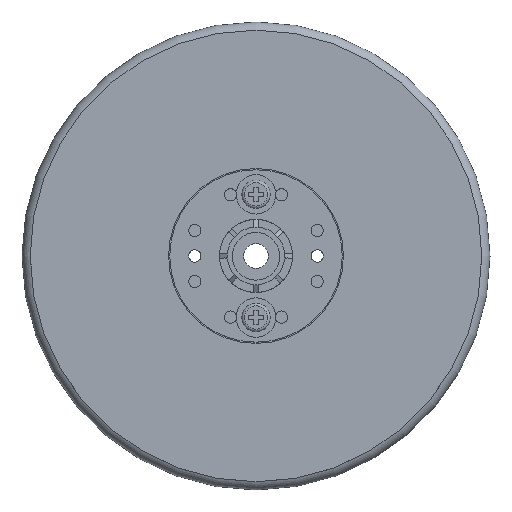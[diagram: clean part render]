
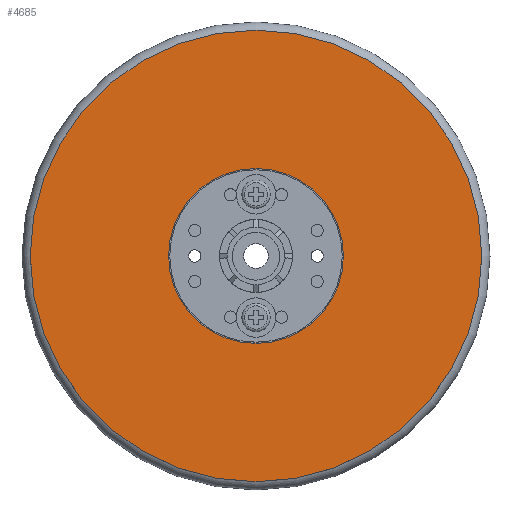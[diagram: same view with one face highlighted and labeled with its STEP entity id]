
A CAD part, top view. The second image highlights one B-rep face of the part: STEP entity #4685.
In plain terms, the highlighted planar face has unit normal (0, 0, 1).
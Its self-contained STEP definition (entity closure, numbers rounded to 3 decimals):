
#4685 = ADVANCED_FACE('',(#4686,#4722),#4699,.F.);
#4686 = FACE_BOUND('',#4687,.T.);
#4687 = EDGE_LOOP('',(#4688));
#4688 = ORIENTED_EDGE('',*,*,#4689,.F.);
#4689 = EDGE_CURVE('',#4690,#4690,#4692,.T.);
#4690 = VERTEX_POINT('',#4691);
#4691 = CARTESIAN_POINT('',(27.5,0.,3.5));
#4692 = SURFACE_CURVE('',#4693,(#4698,#4710),.PCURVE_S1.);
#4693 = CIRCLE('',#4694,27.5);
#4694 = AXIS2_PLACEMENT_3D('',#4695,#4696,#4697);
#4695 = CARTESIAN_POINT('',(0.,0.,3.5));
#4696 = DIRECTION('',(0.,0.,-1.));
#4697 = DIRECTION('',(1.,0.,0.));
#4698 = PCURVE('',#4699,#4704);
#4699 = PLANE('',#4700);
#4700 = AXIS2_PLACEMENT_3D('',#4701,#4702,#4703);
#4701 = CARTESIAN_POINT('',(0.,0.,3.5));
#4702 = DIRECTION('',(0.,0.,-1.));
#4703 = DIRECTION('',(1.,0.,0.));
#4704 = DEFINITIONAL_REPRESENTATION('',(#4705),#4709);
#4705 = CIRCLE('',#4706,27.5);
#4706 = AXIS2_PLACEMENT_2D('',#4707,#4708);
#4707 = CARTESIAN_POINT('',(0.,0.));
#4708 = DIRECTION('',(1.,-0.));
#4709 = ( GEOMETRIC_REPRESENTATION_CONTEXT(2) 
PARAMETRIC_REPRESENTATION_CONTEXT() REPRESENTATION_CONTEXT('2D SPACE',''
  ) );
#4710 = PCURVE('',#4711,#4716);
#4711 = CYLINDRICAL_SURFACE('',#4712,27.5);
#4712 = AXIS2_PLACEMENT_3D('',#4713,#4714,#4715);
#4713 = CARTESIAN_POINT('',(0.,0.,3.5));
#4714 = DIRECTION('',(0.,0.,-1.));
#4715 = DIRECTION('',(1.,0.,0.));
#4716 = DEFINITIONAL_REPRESENTATION('',(#4717),#4721);
#4717 = LINE('',#4718,#4719);
#4718 = CARTESIAN_POINT('',(0.,0.));
#4719 = VECTOR('',#4720,1.);
#4720 = DIRECTION('',(1.,0.));
#4721 = ( GEOMETRIC_REPRESENTATION_CONTEXT(2) 
PARAMETRIC_REPRESENTATION_CONTEXT() REPRESENTATION_CONTEXT('2D SPACE',''
  ) );
#4722 = FACE_BOUND('',#4723,.T.);
#4723 = EDGE_LOOP('',(#4724));
#4724 = ORIENTED_EDGE('',*,*,#4725,.F.);
#4725 = EDGE_CURVE('',#4726,#4726,#4728,.T.);
#4726 = VERTEX_POINT('',#4727);
#4727 = CARTESIAN_POINT('',(-10.65,0.,3.5));
#4728 = SURFACE_CURVE('',#4729,(#4734,#4745),.PCURVE_S1.);
#4729 = CIRCLE('',#4730,10.65);
#4730 = AXIS2_PLACEMENT_3D('',#4731,#4732,#4733);
#4731 = CARTESIAN_POINT('',(0.,0.,3.5));
#4732 = DIRECTION('',(0.,0.,1.));
#4733 = DIRECTION('',(-1.,0.,0.));
#4734 = PCURVE('',#4699,#4735);
#4735 = DEFINITIONAL_REPRESENTATION('',(#4736),#4744);
#4736 = ( BOUNDED_CURVE() B_SPLINE_CURVE(2,(#4737,#4738,#4739,#4740,
#4741,#4742,#4743),.UNSPECIFIED.,.F.,.F.) B_SPLINE_CURVE_WITH_KNOTS((1,2
    ,2,2,2,1),(-2.094,0.,2.094,4.189,
6.283,8.378),.UNSPECIFIED.) CURVE() 
GEOMETRIC_REPRESENTATION_ITEM() RATIONAL_B_SPLINE_CURVE((1.,0.5,1.,0.5,
1.,0.5,1.)) REPRESENTATION_ITEM('') );
#4737 = CARTESIAN_POINT('',(-10.65,0.));
#4738 = CARTESIAN_POINT('',(-10.65,18.446));
#4739 = CARTESIAN_POINT('',(5.325,9.223));
#4740 = CARTESIAN_POINT('',(21.3,0.));
#4741 = CARTESIAN_POINT('',(5.325,-9.223));
#4742 = CARTESIAN_POINT('',(-10.65,-18.446));
#4743 = CARTESIAN_POINT('',(-10.65,0.));
#4744 = ( GEOMETRIC_REPRESENTATION_CONTEXT(2) 
PARAMETRIC_REPRESENTATION_CONTEXT() REPRESENTATION_CONTEXT('2D SPACE',''
  ) );
#4745 = PCURVE('',#4746,#4751);
#4746 = CYLINDRICAL_SURFACE('',#4747,10.65);
#4747 = AXIS2_PLACEMENT_3D('',#4748,#4749,#4750);
#4748 = CARTESIAN_POINT('',(0.,0.,3.5));
#4749 = DIRECTION('',(0.,0.,1.));
#4750 = DIRECTION('',(-1.,0.,0.));
#4751 = DEFINITIONAL_REPRESENTATION('',(#4752),#4756);
#4752 = LINE('',#4753,#4754);
#4753 = CARTESIAN_POINT('',(0.,0.));
#4754 = VECTOR('',#4755,1.);
#4755 = DIRECTION('',(1.,0.));
#4756 = ( GEOMETRIC_REPRESENTATION_CONTEXT(2) 
PARAMETRIC_REPRESENTATION_CONTEXT() REPRESENTATION_CONTEXT('2D SPACE',''
  ) );
